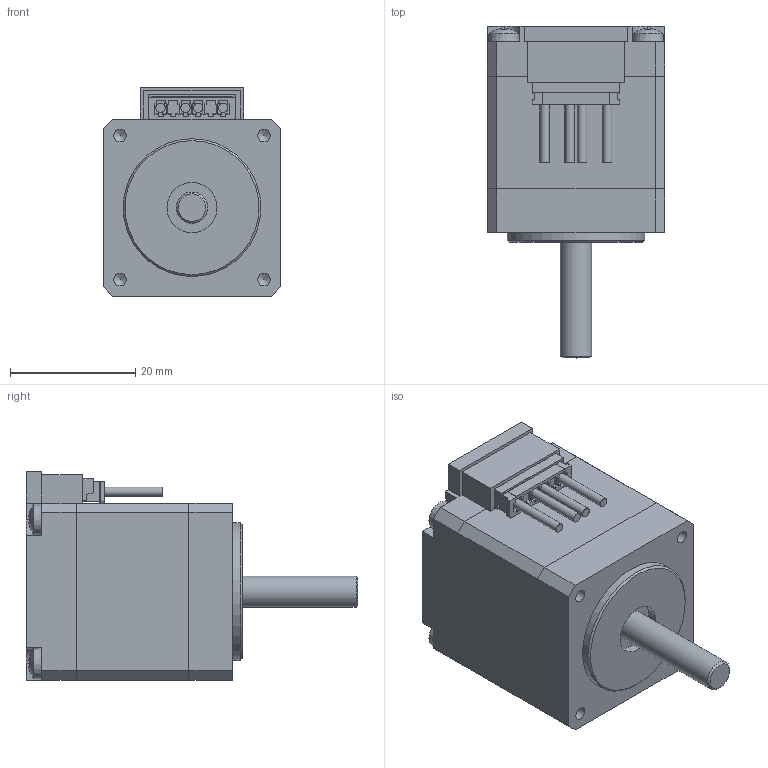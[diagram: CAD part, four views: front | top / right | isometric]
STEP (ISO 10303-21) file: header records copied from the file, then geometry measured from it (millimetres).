
FILE_DESCRIPTION(/* description */ (''),/* implementation_level */ '2;1');
FILE_NAME(/* name */ 'SC2818S0604-A.stp',/* time_stamp */ '2017-10-25T14:55:28+02:00',/* author */ ('angelika.schneid'),/* organization */ (''),/* preprocessor_version */ 'ST-DEVELOPER v16.5',/* originating_system */ 'Autodesk Inventor 2017',/* authorisation */ '');
FILE_SCHEMA (('AUTOMOTIVE_DESIGN { 1 0 10303 214 3 1 1 }'));
Length unit declared in the file: millimetre
Products named in the file (1): SC2818S0604-A
Bounding box: 28.3 x 53 x 33.3 mm (x, y, z)
Volume: 27478.4 mm3; surface area: 11419.8 mm2
Topology: 15 solids, 15 shells, 745 faces, 1907 edges, 1213 vertices
Faces by surface type: plane 612, cone 66, cylinder 45, bspline 14, sphere 4, torus 4
Full cylindrical faces by diameter (mm): 0.5 x2, 1.5 x4, 2.013 x8, 2.275 x4, 2.5 x4, 5 x3, 8 x2, 22 x1
Entity records: 22067 total; most frequent: CARTESIAN_POINT 4254, ORIENTED_EDGE 3684, DIRECTION 3480, EDGE_CURVE 1842, LINE 1540, VECTOR 1540, VERTEX_POINT 1202, AXIS2_PLACEMENT_3D 970
